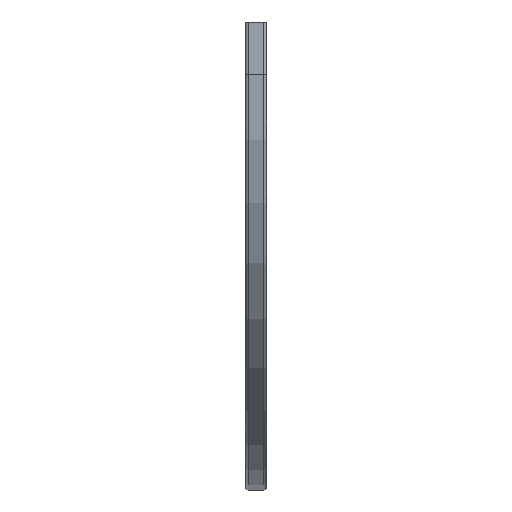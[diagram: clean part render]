
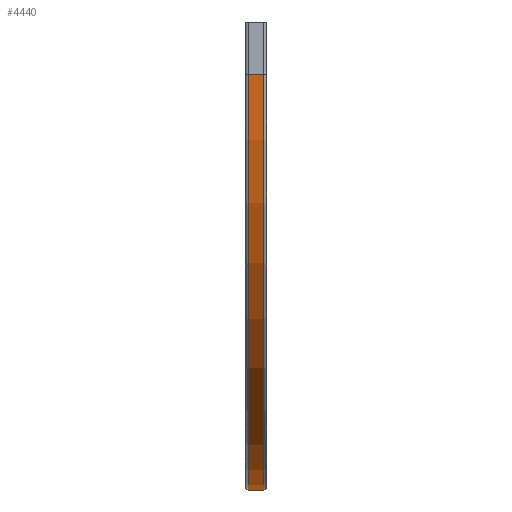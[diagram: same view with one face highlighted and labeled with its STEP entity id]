
A CAD part, left-side view. The second image highlights one B-rep face of the part: STEP entity #4440.
In plain terms, the highlighted cylindrical face has radius 1185 mm (diameter 2370 mm), a partial arc.
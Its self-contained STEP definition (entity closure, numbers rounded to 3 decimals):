
#705 = DIRECTION ( 'NONE',  ( 0., 1., 0. ) ) ;
#900 = CIRCLE ( 'NONE', #32194, 1185. ) ;
#1810 = ORIENTED_EDGE ( 'NONE', *, *, #18296, .F. ) ;
#2634 = LINE ( 'NONE', #5983, #16524 ) ;
#4146 = VERTEX_POINT ( 'NONE', #16252 ) ;
#4440 = ADVANCED_FACE ( 'NONE', ( #13936 ), #26873, .T. ) ;
#4670 = AXIS2_PLACEMENT_3D ( 'NONE', #16418, #705, #19051 ) ;
#5983 = CARTESIAN_POINT ( 'NONE',  ( 600., 6.791, -1335. ) ) ;
#8621 = LINE ( 'NONE', #27102, #12694 ) ;
#10110 = VERTEX_POINT ( 'NONE', #19747 ) ;
#10718 = CARTESIAN_POINT ( 'NONE',  ( 600., -22.5, -150. ) ) ;
#11757 = CARTESIAN_POINT ( 'NONE',  ( 600., 22.5, -1335. ) ) ;
#12694 = VECTOR ( 'NONE', #32246, 1000. ) ;
#12904 = ORIENTED_EDGE ( 'NONE', *, *, #18305, .F. ) ;
#13316 = DIRECTION ( 'NONE',  ( 1., 0., 0. ) ) ;
#13936 = FACE_OUTER_BOUND ( 'NONE', #29049, .T. ) ;
#15522 = VERTEX_POINT ( 'NONE', #11757 ) ;
#16252 = CARTESIAN_POINT ( 'NONE',  ( -585., -22.5, -150. ) ) ;
#16418 = CARTESIAN_POINT ( 'NONE',  ( 600., 22.5, -150. ) ) ;
#16524 = VECTOR ( 'NONE', #24162, 1000. ) ;
#17389 = ORIENTED_EDGE ( 'NONE', *, *, #18736, .T. ) ;
#18296 = EDGE_CURVE ( 'NONE', #32075, #15522, #2634, .T. ) ;
#18305 = EDGE_CURVE ( 'NONE', #15522, #10110, #23431, .T. ) ;
#18736 = EDGE_CURVE ( 'NONE', #32075, #4146, #900, .T. ) ;
#19051 = DIRECTION ( 'NONE',  ( 1., 0., 0. ) ) ;
#19693 = AXIS2_PLACEMENT_3D ( 'NONE', #20040, #22947, #19934 ) ;
#19747 = CARTESIAN_POINT ( 'NONE',  ( -585., 22.5, -150. ) ) ;
#19934 = DIRECTION ( 'NONE',  ( 1., 0., 0. ) ) ;
#20040 = CARTESIAN_POINT ( 'NONE',  ( 600., 0., -150. ) ) ;
#21922 = CARTESIAN_POINT ( 'NONE',  ( 600., -22.5, -1335. ) ) ;
#22947 = DIRECTION ( 'NONE',  ( 0., 1., 0. ) ) ;
#23431 = CIRCLE ( 'NONE', #4670, 1185. ) ;
#24162 = DIRECTION ( 'NONE',  ( 0., 1., 0. ) ) ;
#24211 = EDGE_CURVE ( 'NONE', #4146, #10110, #8621, .T. ) ;
#25884 = ORIENTED_EDGE ( 'NONE', *, *, #24211, .T. ) ;
#26873 = CYLINDRICAL_SURFACE ( 'NONE', #19693, 1185. ) ;
#27102 = CARTESIAN_POINT ( 'NONE',  ( -585., 6.791, -150. ) ) ;
#28734 = DIRECTION ( 'NONE',  ( 0., 1., 0. ) ) ;
#29049 = EDGE_LOOP ( 'NONE', ( #1810, #17389, #25884, #12904 ) ) ;
#32075 = VERTEX_POINT ( 'NONE', #21922 ) ;
#32194 = AXIS2_PLACEMENT_3D ( 'NONE', #10718, #28734, #13316 ) ;
#32246 = DIRECTION ( 'NONE',  ( 0., 1., 0. ) ) ;
